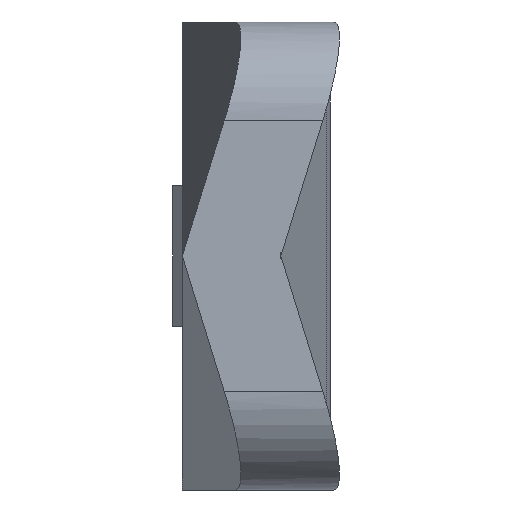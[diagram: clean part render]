
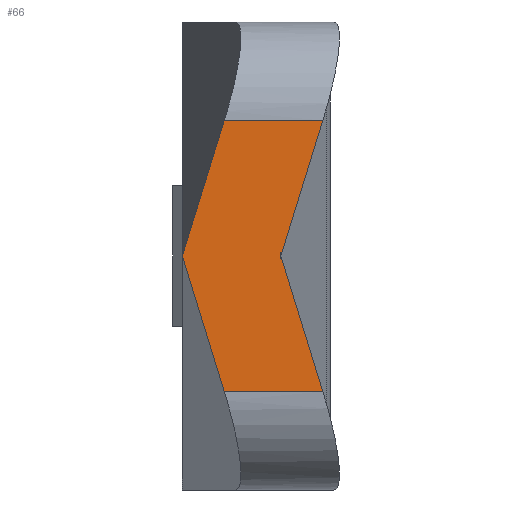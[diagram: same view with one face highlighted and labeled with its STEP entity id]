
A CAD part, left-side view. The second image highlights one B-rep face of the part: STEP entity #66.
In plain terms, the highlighted planar face has unit normal (-1, 0, 0).
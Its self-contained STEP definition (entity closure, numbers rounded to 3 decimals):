
#66 = ADVANCED_FACE( '', ( #158 ), #159, .F. );
#158 = FACE_OUTER_BOUND( '', #276, .T. );
#159 = PLANE( '', #277 );
#276 = EDGE_LOOP( '', ( #404, #405, #406, #407, #408, #409 ) );
#277 = AXIS2_PLACEMENT_3D( '', #410, #411, #412 );
#404 = ORIENTED_EDGE( '', *, *, #725, .F. );
#405 = ORIENTED_EDGE( '', *, *, #726, .T. );
#406 = ORIENTED_EDGE( '', *, *, #727, .T. );
#407 = ORIENTED_EDGE( '', *, *, #728, .T. );
#408 = ORIENTED_EDGE( '', *, *, #729, .F. );
#409 = ORIENTED_EDGE( '', *, *, #730, .F. );
#410 = CARTESIAN_POINT( '', ( -45., 53.5, -5.5 ) );
#411 = DIRECTION( '', ( 1., 0., 0. ) );
#412 = DIRECTION( '', ( 0., 0., -1. ) );
#725 = EDGE_CURVE( '', #850, #867, #868, .T. );
#726 = EDGE_CURVE( '', #850, #869, #870, .T. );
#727 = EDGE_CURVE( '', #869, #871, #872, .T. );
#728 = EDGE_CURVE( '', #871, #873, #874, .T. );
#729 = EDGE_CURVE( '', #875, #873, #876, .T. );
#730 = EDGE_CURVE( '', #867, #875, #877, .T. );
#850 = VERTEX_POINT( '', #1042 );
#867 = VERTEX_POINT( '', #1067 );
#868 = LINE( '', #1068, #1069 );
#869 = VERTEX_POINT( '', #1070 );
#870 = LINE( '', #1071, #1072 );
#871 = VERTEX_POINT( '', #1073 );
#872 = LINE( '', #1074, #1075 );
#873 = VERTEX_POINT( '', #1076 );
#874 = LINE( '', #1077, #1078 );
#875 = VERTEX_POINT( '', #1079 );
#876 = LINE( '', #1080, #1081 );
#877 = LINE( '', #1082, #1083 );
#1042 = CARTESIAN_POINT( '', ( -45., 6., 0. ) );
#1067 = CARTESIAN_POINT( '', ( -45., 4.302, 5.5 ) );
#1068 = CARTESIAN_POINT( '', ( -45., 3.114, 9.348 ) );
#1069 = VECTOR( '', #1307, 1000. );
#1070 = CARTESIAN_POINT( '', ( -45., 4.302, -5.5 ) );
#1071 = CARTESIAN_POINT( '', ( -45., 2.354, -11.808 ) );
#1072 = VECTOR( '', #1308, 1000. );
#1073 = CARTESIAN_POINT( '', ( -45., 0.302, -5.5 ) );
#1074 = CARTESIAN_POINT( '', ( -45., 53.5, -5.5 ) );
#1075 = VECTOR( '', #1309, 1000. );
#1076 = CARTESIAN_POINT( '', ( -45., 2., 0. ) );
#1077 = CARTESIAN_POINT( '', ( -45., -4.205, -20.096 ) );
#1078 = VECTOR( '', #1310, 1000. );
#1079 = CARTESIAN_POINT( '', ( -45., 0.302, 5.5 ) );
#1080 = CARTESIAN_POINT( '', ( -45., -3.445, 17.636 ) );
#1081 = VECTOR( '', #1311, 1000. );
#1082 = CARTESIAN_POINT( '', ( -45., 53.5, 5.5 ) );
#1083 = VECTOR( '', #1312, 1000. );
#1307 = DIRECTION( '', ( 0., -0.295, 0.955 ) );
#1308 = DIRECTION( '', ( 0., -0.295, -0.955 ) );
#1309 = DIRECTION( '', ( 0., -1., 0. ) );
#1310 = DIRECTION( '', ( 0., 0.295, 0.955 ) );
#1311 = DIRECTION( '', ( 0., 0.295, -0.955 ) );
#1312 = DIRECTION( '', ( 0., -1., 0. ) );
